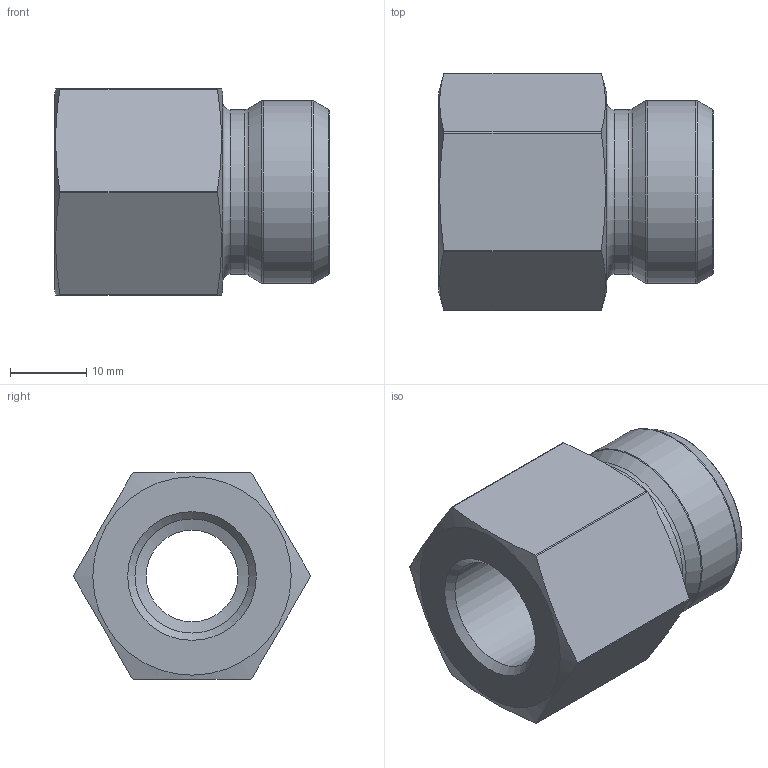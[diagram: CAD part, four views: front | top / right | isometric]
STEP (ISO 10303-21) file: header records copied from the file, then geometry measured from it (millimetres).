
FILE_DESCRIPTION(/* description */ (''),/* implementation_level */ '2;1');
FILE_NAME(/* name */ 'X-GEI161.stp',/* time_stamp */ '2025-01-13T09:28:34+01:00',/* author */ (''),/* organization */ (''),/* preprocessor_version */ 'ST-DEVELOPER v16',/* originating_system */ 'SIEMENS PLM Software NX 10.0',/* authorisation */ '');
FILE_SCHEMA (('CONFIG_CONTROL_DESIGN'));
Length unit declared in the file: millimetre
Products named in the file (1): X-GEI161
Bounding box: 36 x 31.08 x 27 mm (x, y, z)
Volume: 13607.8 mm3; surface area: 5597.9 mm2
Topology: 1 solids, 1 shells, 35 faces, 83 edges, 52 vertices
Faces by surface type: cylinder 11, plane 10, cone 8, torus 6
Full cylindrical faces by diameter (mm): 12 x1, 14.95 x1, 16.2 x1, 21.6 x1, 24 x1
Entity records: 978 total; most frequent: CARTESIAN_POINT 192, DIRECTION 152, ORIENTED_EDGE 116, AXIS2_PLACEMENT_3D 70, EDGE_LOOP 58, EDGE_CURVE 58, FACE_BOUND 46, VERTEX_POINT 46
